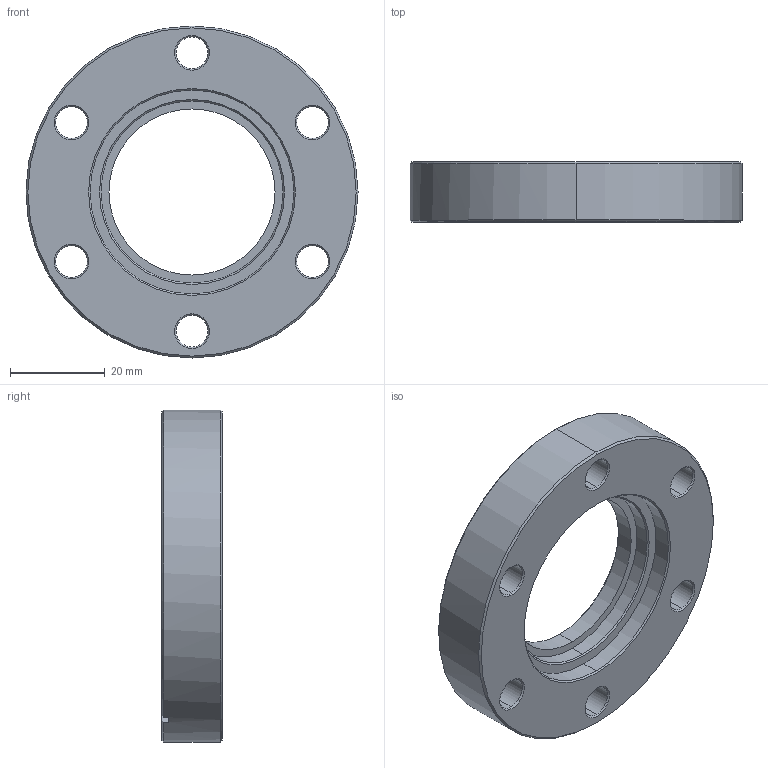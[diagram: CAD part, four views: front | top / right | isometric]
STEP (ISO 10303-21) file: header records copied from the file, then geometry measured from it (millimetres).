
FILE_DESCRIPTION (( 'STEP AP214' ), '1' );
FILE_NAME ('Hositrad_CF35-38R.STEP', '2013-09-03T13:45:19', ( '' ), ( '' ), 'SwSTEP 2.0', 'SolidWorks 2013', '' );
FILE_SCHEMA (( 'AUTOMOTIVE_DESIGN' ));
Length unit declared in the file: millimetre
Products named in the file (1): Hositrad_CF35-38R
Bounding box: 70 x 12.7 x 70 mm (x, y, z)
Volume: 30016.3 mm3; surface area: 14131 mm2
Topology: 2 solids, 2 shells, 72 faces, 163 edges, 96 vertices
Faces by surface type: cone 39, cylinder 24, plane 9
Entity records: 2091 total; most frequent: DIRECTION 398, CARTESIAN_POINT 338, ORIENTED_EDGE 326, AXIS2_PLACEMENT_3D 164, EDGE_CURVE 163, VERTEX_POINT 96, CIRCLE 91, EDGE_LOOP 89
